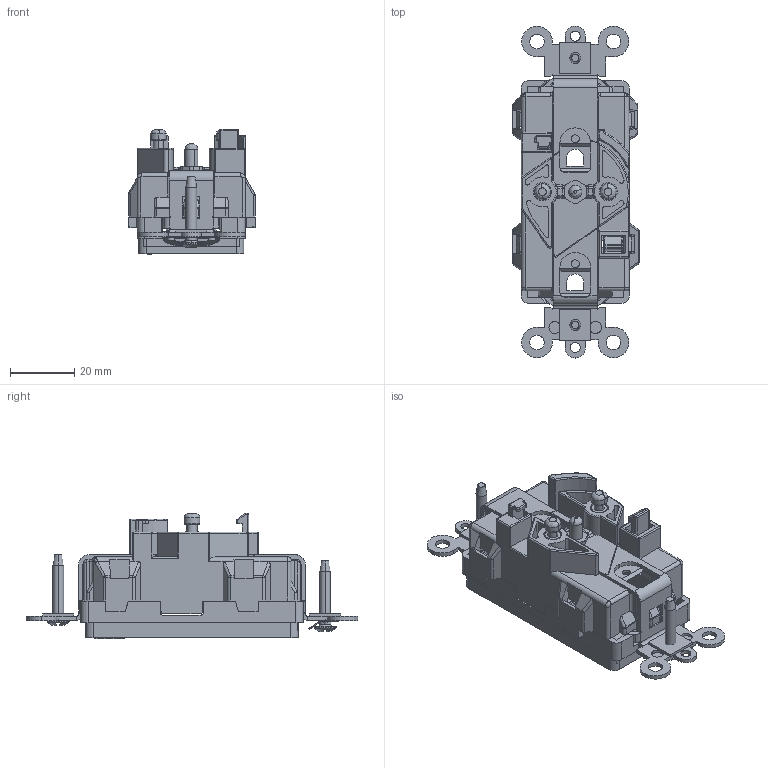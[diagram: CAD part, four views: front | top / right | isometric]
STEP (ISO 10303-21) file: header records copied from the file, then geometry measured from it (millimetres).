
FILE_DESCRIPTION (( 'STEP AP214' ), '1' );
FILE_NAME ('CATSTD-M1636-IGX-M01.STEP', '2020-09-30T14:51:17', ( '' ), ( '' ), 'SwSTEP 2.0', 'SolidWorks 2020', '' );
FILE_SCHEMA (( 'AUTOMOTIVE_DESIGN' ));
Length unit declared in the file: inch
Products named in the file (1): CATSTD-M1636-IGX-M01
Bounding box: 39.34 x 103.38 x 39.05 mm (x, y, z)
Volume: 22179.1 mm3; surface area: 28805.3 mm2
Topology: 11 solids, 11 shells, 1530 faces, 4162 edges, 2653 vertices
Faces by surface type: plane 926, cylinder 413, bspline 139, cone 48, torus 4
Entity records: 71672 total; most frequent: CARTESIAN_POINT 14345, ORIENTED_EDGE 8276, DIRECTION 7054, EDGE_CURVE 4138, LINE 2756, VECTOR 2756, VERTEX_POINT 2653, AXIS2_PLACEMENT_3D 2149
